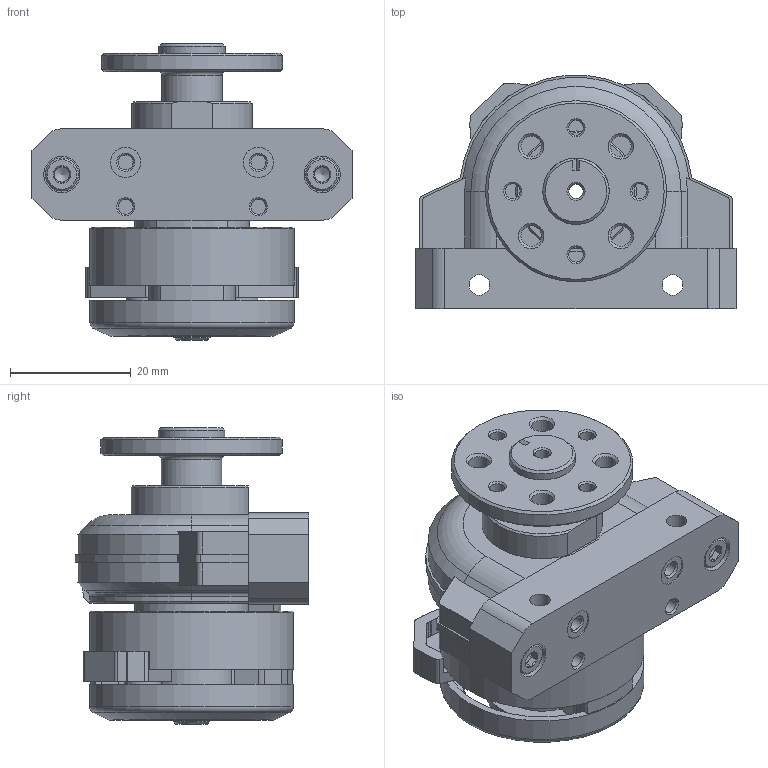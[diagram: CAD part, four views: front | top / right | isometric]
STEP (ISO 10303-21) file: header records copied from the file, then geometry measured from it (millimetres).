
FILE_DESCRIPTION(/* description */ ('STEP AP214'),/* implementation_level */ '2;1');
FILE_NAME(/* name */ '33296_DSRL-10-180-P-FW',/* time_stamp */ '2024-08-23T14:22:23+02:00',/* author */ ('License CC BY-ND 4.0'),/* organization */ ('CADENAS'),/* preprocessor_version */ 'ST-DEVELOPER v19.3',/* originating_system */ 'PARTsolutions',/* authorisation */ ' ');
FILE_SCHEMA (('AUTOMOTIVE_DESIGN {1 0 10303 214 3 1 1}'));
Length unit declared in the file: millimetre
Products named in the file (5): 33296 DSRL-10-180-P-FW---(0); 33296 DSRL-10-180-P-FW---(Geh); 257400 DSRL-10-180-P-FW---(Ks); 255248---(Kappe); 255254---(Schalt)
Assembly tree (5 placements, depth 2):
  33296 DSRL-10-180-P-FW---(0)
    33296 DSRL-10-180-P-FW---(Geh)
    257400 DSRL-10-180-P-FW---(Ks)
    255248---(Kappe)
    255254---(Schalt)  x2
Bounding box: 53 x 38.63 x 49.1 mm (x, y, z)
Volume: 31252.8 mm3; surface area: 21097.7 mm2
Topology: 5 solids, 5 shells, 608 faces, 1547 edges, 980 vertices
Faces by surface type: plane 291, cylinder 213, cone 80, torus 24
Full cylindrical faces by diameter (mm): 2.4 x1, 2.459 x12, 3 x2, 3.1 x2, 3.4 x6, 5 x2, 5.5 x4, 6 x5, 6.4 x1, 7 x1, 8 x3, 10 x1, 10.4 x1, 11 x1, 12 x2, 13 x1, 30 x1, 31.4 x2, 31.6 x1, 33.8 x2
Entity records: 15714 total; most frequent: CARTESIAN_POINT 2564, DIRECTION 2537, ORIENTED_EDGE 2230, EDGE_CURVE 1115, AXIS2_PLACEMENT_3D 979, VERTEX_POINT 764, FACE_BOUND 671, EDGE_LOOP 668
